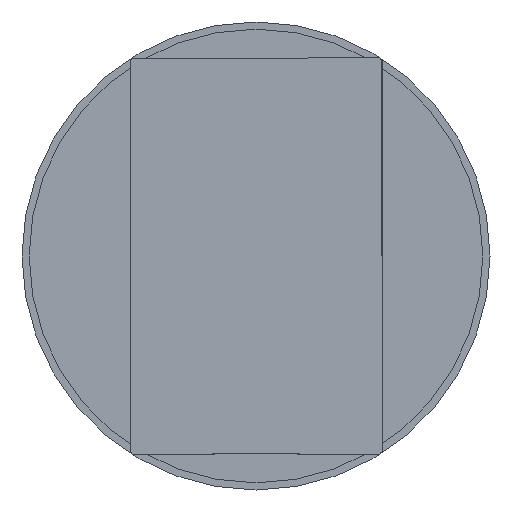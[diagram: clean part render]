
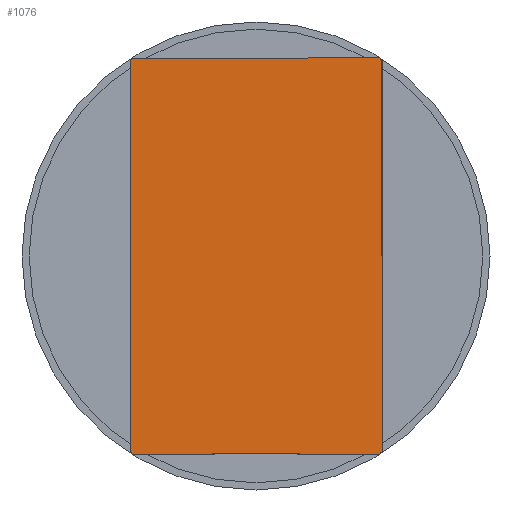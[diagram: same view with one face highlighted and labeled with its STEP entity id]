
A CAD part, left-side view. The second image highlights one B-rep face of the part: STEP entity #1076.
In plain terms, the highlighted face is planar.
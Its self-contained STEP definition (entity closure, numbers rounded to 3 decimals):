
#33 = CARTESIAN_POINT ( 'NONE',  ( 56., -17.5, -27.5 ) ) ;
#37 = VECTOR ( 'NONE', #78, 1000. ) ;
#72 = CARTESIAN_POINT ( 'NONE',  ( 56., -5.809, -27.4 ) ) ;
#78 = DIRECTION ( 'NONE',  ( 0., -0.707, -0.707 ) ) ;
#124 = EDGE_CURVE ( 'NONE', #2777, #745, #306, .T. ) ;
#168 = CARTESIAN_POINT ( 'NONE',  ( 56., 0., -27.4 ) ) ;
#194 = DIRECTION ( 'NONE',  ( 1., 0., 0. ) ) ;
#206 = ORIENTED_EDGE ( 'NONE', *, *, #1884, .T. ) ;
#254 = EDGE_CURVE ( 'NONE', #767, #447, #4184, .T. ) ;
#306 = LINE ( 'NONE', #3758, #3357 ) ;
#374 = CARTESIAN_POINT ( 'NONE',  ( 56., -22.35, -22.35 ) ) ;
#427 = EDGE_CURVE ( 'NONE', #4759, #1015, #4338, .T. ) ;
#432 = CARTESIAN_POINT ( 'NONE',  ( 56., -17.5, 27.2 ) ) ;
#447 = VERTEX_POINT ( 'NONE', #913 ) ;
#475 = LINE ( 'NONE', #2747, #37 ) ;
#620 = DIRECTION ( 'NONE',  ( 0., 1., 0. ) ) ;
#650 = ORIENTED_EDGE ( 'NONE', *, *, #254, .F. ) ;
#745 = VERTEX_POINT ( 'NONE', #1094 ) ;
#746 = EDGE_LOOP ( 'NONE', ( #3069, #2478, #1160, #2588, #1159, #2716, #2482, #3797, #2293, #1180, #206, #4767, #4237, #650, #4486, #3792 ) ) ;
#767 = VERTEX_POINT ( 'NONE', #2558 ) ;
#913 = CARTESIAN_POINT ( 'NONE',  ( 56., -5.809, -27.5 ) ) ;
#926 = DIRECTION ( 'NONE',  ( 0., 0., 1. ) ) ;
#1015 = VERTEX_POINT ( 'NONE', #3951 ) ;
#1022 = EDGE_CURVE ( 'NONE', #767, #4321, #1616, .T. ) ;
#1076 = ADVANCED_FACE ( 'NONE', ( #2078 ), #2101, .T. ) ;
#1094 = CARTESIAN_POINT ( 'NONE',  ( 56., 17.5, -27.2 ) ) ;
#1102 = DIRECTION ( 'NONE',  ( 0., 0., -1. ) ) ;
#1125 = VECTOR ( 'NONE', #1403, 1000. ) ;
#1159 = ORIENTED_EDGE ( 'NONE', *, *, #2067, .T. ) ;
#1160 = ORIENTED_EDGE ( 'NONE', *, *, #2439, .T. ) ;
#1180 = ORIENTED_EDGE ( 'NONE', *, *, #2594, .T. ) ;
#1214 = CARTESIAN_POINT ( 'NONE',  ( 56., 5.809, -27.4 ) ) ;
#1267 = EDGE_CURVE ( 'NONE', #3108, #447, #2317, .T. ) ;
#1279 = VERTEX_POINT ( 'NONE', #432 ) ;
#1396 = VECTOR ( 'NONE', #1102, 1000. ) ;
#1403 = DIRECTION ( 'NONE',  ( 0., 0., -1. ) ) ;
#1482 = CARTESIAN_POINT ( 'NONE',  ( 56., -5.809, 27.4 ) ) ;
#1492 = DIRECTION ( 'NONE',  ( 0., -1., 0. ) ) ;
#1518 = DIRECTION ( 'NONE',  ( 0., -1., 0. ) ) ;
#1534 = CARTESIAN_POINT ( 'NONE',  ( 56., 17.5, -27.5 ) ) ;
#1550 = LINE ( 'NONE', #2762, #3711 ) ;
#1616 = LINE ( 'NONE', #168, #1687 ) ;
#1687 = VECTOR ( 'NONE', #4770, 1000. ) ;
#1697 = VERTEX_POINT ( 'NONE', #4408 ) ;
#1734 = LINE ( 'NONE', #4775, #2191 ) ;
#1791 = EDGE_CURVE ( 'NONE', #3403, #2777, #2538, .T. ) ;
#1824 = LINE ( 'NONE', #4820, #1125 ) ;
#1853 = VECTOR ( 'NONE', #926, 1000. ) ;
#1884 = EDGE_CURVE ( 'NONE', #1279, #3562, #1824, .T. ) ;
#1894 = DIRECTION ( 'NONE',  ( 0., 1., 0. ) ) ;
#1932 = VECTOR ( 'NONE', #3299, 1000. ) ;
#1975 = CARTESIAN_POINT ( 'NONE',  ( 56., 17.5, 27.5 ) ) ;
#2052 = DIRECTION ( 'NONE',  ( 0., -1., 0. ) ) ;
#2067 = EDGE_CURVE ( 'NONE', #1697, #1015, #4378, .T. ) ;
#2078 = FACE_OUTER_BOUND ( 'NONE', #746, .T. ) ;
#2101 = PLANE ( 'NONE',  #4796 ) ;
#2143 = LINE ( 'NONE', #374, #3372 ) ;
#2163 = EDGE_CURVE ( 'NONE', #3403, #4321, #3897, .T. ) ;
#2191 = VECTOR ( 'NONE', #1492, 1000. ) ;
#2212 = VERTEX_POINT ( 'NONE', #4354 ) ;
#2254 = VECTOR ( 'NONE', #2052, 1000. ) ;
#2269 = VERTEX_POINT ( 'NONE', #3698 ) ;
#2293 = ORIENTED_EDGE ( 'NONE', *, *, #3323, .T. ) ;
#2317 = LINE ( 'NONE', #33, #3683 ) ;
#2326 = EDGE_CURVE ( 'NONE', #3972, #1697, #4022, .T. ) ;
#2405 = VECTOR ( 'NONE', #3829, 1000. ) ;
#2439 = EDGE_CURVE ( 'NONE', #745, #3972, #3766, .T. ) ;
#2478 = ORIENTED_EDGE ( 'NONE', *, *, #124, .T. ) ;
#2482 = ORIENTED_EDGE ( 'NONE', *, *, #4241, .T. ) ;
#2538 = LINE ( 'NONE', #4407, #3764 ) ;
#2558 = CARTESIAN_POINT ( 'NONE',  ( 56., -5.809, -27.4 ) ) ;
#2588 = ORIENTED_EDGE ( 'NONE', *, *, #2326, .T. ) ;
#2594 = EDGE_CURVE ( 'NONE', #2212, #1279, #475, .T. ) ;
#2716 = ORIENTED_EDGE ( 'NONE', *, *, #427, .F. ) ;
#2747 = CARTESIAN_POINT ( 'NONE',  ( 56., -22.35, 22.35 ) ) ;
#2762 = CARTESIAN_POINT ( 'NONE',  ( 56., 0., 27.4 ) ) ;
#2777 = VERTEX_POINT ( 'NONE', #3249 ) ;
#2789 = CARTESIAN_POINT ( 'NONE',  ( 56., 5.809, 27.4 ) ) ;
#3039 = EDGE_CURVE ( 'NONE', #3562, #3108, #2143, .T. ) ;
#3069 = ORIENTED_EDGE ( 'NONE', *, *, #1791, .T. ) ;
#3108 = VERTEX_POINT ( 'NONE', #3877 ) ;
#3218 = VECTOR ( 'NONE', #4118, 1000. ) ;
#3249 = CARTESIAN_POINT ( 'NONE',  ( 56., 17.2, -27.5 ) ) ;
#3299 = DIRECTION ( 'NONE',  ( 0., -0.707, 0.707 ) ) ;
#3323 = EDGE_CURVE ( 'NONE', #4212, #2212, #1734, .T. ) ;
#3339 = DIRECTION ( 'NONE',  ( 0., 0.707, 0.707 ) ) ;
#3357 = VECTOR ( 'NONE', #3339, 1000. ) ;
#3372 = VECTOR ( 'NONE', #4177, 1000. ) ;
#3403 = VERTEX_POINT ( 'NONE', #4890 ) ;
#3421 = CARTESIAN_POINT ( 'NONE',  ( 56., -17.5, -27.2 ) ) ;
#3562 = VERTEX_POINT ( 'NONE', #3421 ) ;
#3598 = CARTESIAN_POINT ( 'NONE',  ( 56., 0., 0. ) ) ;
#3683 = VECTOR ( 'NONE', #1894, 1000. ) ;
#3698 = CARTESIAN_POINT ( 'NONE',  ( 56., -5.809, 27.4 ) ) ;
#3711 = VECTOR ( 'NONE', #1518, 1000. ) ;
#3757 = VECTOR ( 'NONE', #3983, 1000. ) ;
#3758 = CARTESIAN_POINT ( 'NONE',  ( 56., 22.35, -22.35 ) ) ;
#3764 = VECTOR ( 'NONE', #620, 1000. ) ;
#3766 = LINE ( 'NONE', #1534, #3218 ) ;
#3792 = ORIENTED_EDGE ( 'NONE', *, *, #2163, .F. ) ;
#3797 = ORIENTED_EDGE ( 'NONE', *, *, #4860, .F. ) ;
#3809 = LINE ( 'NONE', #1482, #1396 ) ;
#3829 = DIRECTION ( 'NONE',  ( 0., 0., -1. ) ) ;
#3877 = CARTESIAN_POINT ( 'NONE',  ( 56., -17.2, -27.5 ) ) ;
#3897 = LINE ( 'NONE', #1214, #1853 ) ;
#3951 = CARTESIAN_POINT ( 'NONE',  ( 56., 5.809, 27.5 ) ) ;
#3972 = VERTEX_POINT ( 'NONE', #4758 ) ;
#3983 = DIRECTION ( 'NONE',  ( 0., 0., 1. ) ) ;
#4022 = LINE ( 'NONE', #4400, #1932 ) ;
#4118 = DIRECTION ( 'NONE',  ( 0., 0., 1. ) ) ;
#4177 = DIRECTION ( 'NONE',  ( 0., 0.707, -0.707 ) ) ;
#4184 = LINE ( 'NONE', #72, #2405 ) ;
#4212 = VERTEX_POINT ( 'NONE', #4671 ) ;
#4237 = ORIENTED_EDGE ( 'NONE', *, *, #1267, .T. ) ;
#4241 = EDGE_CURVE ( 'NONE', #4759, #2269, #1550, .T. ) ;
#4321 = VERTEX_POINT ( 'NONE', #4455 ) ;
#4338 = LINE ( 'NONE', #2789, #3757 ) ;
#4354 = CARTESIAN_POINT ( 'NONE',  ( 56., -17.2, 27.5 ) ) ;
#4378 = LINE ( 'NONE', #1975, #2254 ) ;
#4379 = DIRECTION ( 'NONE',  ( 0., 0., -1. ) ) ;
#4400 = CARTESIAN_POINT ( 'NONE',  ( 56., 22.35, 22.35 ) ) ;
#4407 = CARTESIAN_POINT ( 'NONE',  ( 56., -17.5, -27.5 ) ) ;
#4408 = CARTESIAN_POINT ( 'NONE',  ( 56., 17.2, 27.5 ) ) ;
#4455 = CARTESIAN_POINT ( 'NONE',  ( 56., 5.809, -27.4 ) ) ;
#4486 = ORIENTED_EDGE ( 'NONE', *, *, #1022, .T. ) ;
#4671 = CARTESIAN_POINT ( 'NONE',  ( 56., -5.809, 27.5 ) ) ;
#4758 = CARTESIAN_POINT ( 'NONE',  ( 56., 17.5, 27.2 ) ) ;
#4759 = VERTEX_POINT ( 'NONE', #4874 ) ;
#4767 = ORIENTED_EDGE ( 'NONE', *, *, #3039, .T. ) ;
#4770 = DIRECTION ( 'NONE',  ( 0., 1., 0. ) ) ;
#4775 = CARTESIAN_POINT ( 'NONE',  ( 56., 17.5, 27.5 ) ) ;
#4796 = AXIS2_PLACEMENT_3D ( 'NONE', #3598, #194, #4379 ) ;
#4820 = CARTESIAN_POINT ( 'NONE',  ( 56., -17.5, 27.5 ) ) ;
#4860 = EDGE_CURVE ( 'NONE', #4212, #2269, #3809, .T. ) ;
#4874 = CARTESIAN_POINT ( 'NONE',  ( 56., 5.809, 27.4 ) ) ;
#4890 = CARTESIAN_POINT ( 'NONE',  ( 56., 5.809, -27.5 ) ) ;
